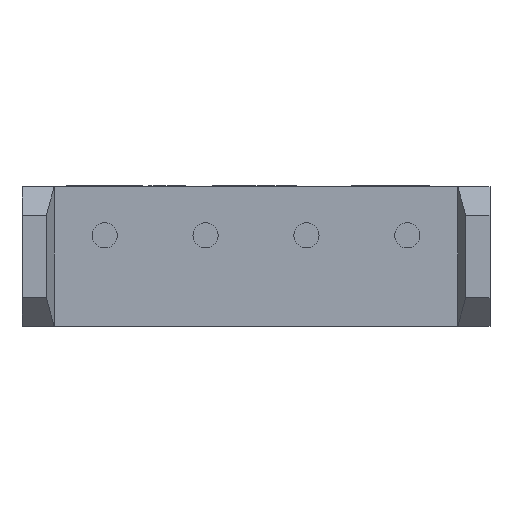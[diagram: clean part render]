
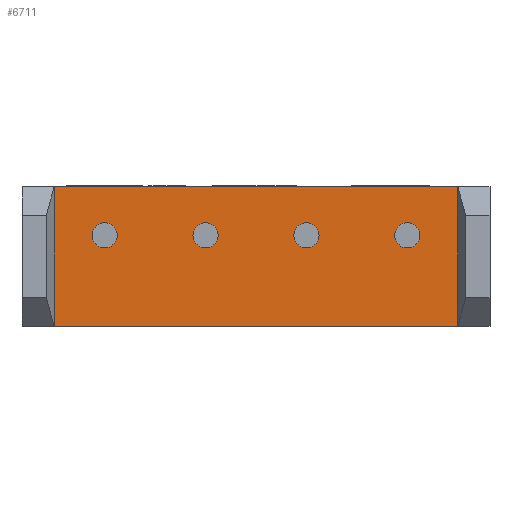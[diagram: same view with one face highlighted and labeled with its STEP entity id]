
A CAD part, front view. The second image highlights one B-rep face of the part: STEP entity #6711.
In plain terms, the highlighted planar face has unit normal (0, -1, 0).
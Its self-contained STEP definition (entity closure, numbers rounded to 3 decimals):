
#217 = EDGE_LOOP ( 'NONE', ( #4089, #1781 ) ) ;
#243 = FACE_BOUND ( 'NONE', #217, .T. ) ;
#272 = CIRCLE ( 'NONE', #7909, 0.625 ) ;
#314 = PLANE ( 'NONE',  #7009 ) ;
#375 = LINE ( 'NONE', #4935, #7407 ) ;
#412 = CARTESIAN_POINT ( 'NONE',  ( -10., -8.65, 6.9 ) ) ;
#501 = ORIENTED_EDGE ( 'NONE', *, *, #2684, .T. ) ;
#571 = DIRECTION ( 'NONE',  ( 0., 1., 0. ) ) ;
#600 = DIRECTION ( 'NONE',  ( 1., 0., 0. ) ) ;
#669 = CARTESIAN_POINT ( 'NONE',  ( 2.5, -8.65, 3.875 ) ) ;
#777 = ORIENTED_EDGE ( 'NONE', *, *, #3198, .T. ) ;
#813 = VERTEX_POINT ( 'NONE', #5911 ) ;
#1002 = DIRECTION ( 'NONE',  ( 0., 0., -1. ) ) ;
#1041 = DIRECTION ( 'NONE',  ( 0., 1., 0. ) ) ;
#1114 = ORIENTED_EDGE ( 'NONE', *, *, #8119, .T. ) ;
#1178 = EDGE_CURVE ( 'NONE', #1765, #2692, #1867, .T. ) ;
#1182 = ORIENTED_EDGE ( 'NONE', *, *, #2421, .T. ) ;
#1249 = EDGE_CURVE ( 'NONE', #813, #2615, #5631, .T. ) ;
#1256 = CARTESIAN_POINT ( 'NONE',  ( -10., -8.65, 0. ) ) ;
#1591 = AXIS2_PLACEMENT_3D ( 'NONE', #1914, #571, #6347 ) ;
#1680 = LINE ( 'NONE', #8202, #4200 ) ;
#1765 = VERTEX_POINT ( 'NONE', #4551 ) ;
#1781 = ORIENTED_EDGE ( 'NONE', *, *, #4636, .T. ) ;
#1791 = CARTESIAN_POINT ( 'NONE',  ( -7.5, -8.65, 4.5 ) ) ;
#1867 = CIRCLE ( 'NONE', #6038, 0.625 ) ;
#1883 = CIRCLE ( 'NONE', #6958, 0.625 ) ;
#1914 = CARTESIAN_POINT ( 'NONE',  ( 7.5, -8.65, 4.5 ) ) ;
#1927 = EDGE_CURVE ( 'NONE', #5840, #3472, #2051, .T. ) ;
#2051 = CIRCLE ( 'NONE', #5538, 0.625 ) ;
#2251 = CARTESIAN_POINT ( 'NONE',  ( 7.5, -8.65, 3.875 ) ) ;
#2300 = CARTESIAN_POINT ( 'NONE',  ( 7.5, -8.65, 4.5 ) ) ;
#2357 = EDGE_CURVE ( 'NONE', #2615, #813, #1883, .T. ) ;
#2360 = CARTESIAN_POINT ( 'NONE',  ( 2.5, -8.65, 5.125 ) ) ;
#2421 = EDGE_CURVE ( 'NONE', #6225, #7262, #7641, .T. ) ;
#2615 = VERTEX_POINT ( 'NONE', #2251 ) ;
#2684 = EDGE_CURVE ( 'NONE', #7262, #3765, #375, .T. ) ;
#2692 = VERTEX_POINT ( 'NONE', #3559 ) ;
#2722 = DIRECTION ( 'NONE',  ( 0., 1., 0. ) ) ;
#2803 = CARTESIAN_POINT ( 'NONE',  ( -2.5, -8.65, 5.125 ) ) ;
#2987 = DIRECTION ( 'NONE',  ( 0., -1., 0. ) ) ;
#3019 = DIRECTION ( 'NONE',  ( 0., 0., -1. ) ) ;
#3102 = EDGE_CURVE ( 'NONE', #3472, #5840, #272, .T. ) ;
#3171 = LINE ( 'NONE', #1256, #6120 ) ;
#3182 = VERTEX_POINT ( 'NONE', #412 ) ;
#3198 = EDGE_CURVE ( 'NONE', #3765, #3182, #1680, .T. ) ;
#3354 = CARTESIAN_POINT ( 'NONE',  ( -7.5, -8.65, 4.5 ) ) ;
#3472 = VERTEX_POINT ( 'NONE', #2803 ) ;
#3559 = CARTESIAN_POINT ( 'NONE',  ( -7.5, -8.65, 5.125 ) ) ;
#3623 = ORIENTED_EDGE ( 'NONE', *, *, #1927, .T. ) ;
#3765 = VERTEX_POINT ( 'NONE', #6071 ) ;
#3849 = CARTESIAN_POINT ( 'NONE',  ( 2.5, -8.65, 4.5 ) ) ;
#4057 = DIRECTION ( 'NONE',  ( 0., 0., -1. ) ) ;
#4089 = ORIENTED_EDGE ( 'NONE', *, *, #7584, .T. ) ;
#4128 = DIRECTION ( 'NONE',  ( 0., 1., 0. ) ) ;
#4137 = FACE_BOUND ( 'NONE', #8014, .T. ) ;
#4200 = VECTOR ( 'NONE', #5598, 1000. ) ;
#4208 = CARTESIAN_POINT ( 'NONE',  ( -10., -8.65, 0. ) ) ;
#4225 = EDGE_LOOP ( 'NONE', ( #501, #777, #1114, #1182 ) ) ;
#4321 = EDGE_CURVE ( 'NONE', #2692, #1765, #7974, .T. ) ;
#4404 = AXIS2_PLACEMENT_3D ( 'NONE', #7992, #1041, #5580 ) ;
#4408 = CARTESIAN_POINT ( 'NONE',  ( 0., -8.65, 0. ) ) ;
#4455 = VERTEX_POINT ( 'NONE', #2360 ) ;
#4551 = CARTESIAN_POINT ( 'NONE',  ( -7.5, -8.65, 3.875 ) ) ;
#4602 = DIRECTION ( 'NONE',  ( 0., 1., 0. ) ) ;
#4636 = EDGE_CURVE ( 'NONE', #4455, #7748, #6279, .T. ) ;
#4777 = ORIENTED_EDGE ( 'NONE', *, *, #2357, .T. ) ;
#4848 = DIRECTION ( 'NONE',  ( 0., 0., -1. ) ) ;
#4859 = DIRECTION ( 'NONE',  ( 0., 0., -1. ) ) ;
#4888 = DIRECTION ( 'NONE',  ( 0., 0., 1. ) ) ;
#4919 = AXIS2_PLACEMENT_3D ( 'NONE', #3849, #4602, #7126 ) ;
#4935 = CARTESIAN_POINT ( 'NONE',  ( 10., -8.65, 0. ) ) ;
#5040 = CARTESIAN_POINT ( 'NONE',  ( 10., -8.65, 0. ) ) ;
#5439 = CARTESIAN_POINT ( 'NONE',  ( -2.5, -8.65, 4.5 ) ) ;
#5538 = AXIS2_PLACEMENT_3D ( 'NONE', #6706, #4128, #4057 ) ;
#5580 = DIRECTION ( 'NONE',  ( 0., 0., -1. ) ) ;
#5598 = DIRECTION ( 'NONE',  ( -1., 0., 0. ) ) ;
#5631 = CIRCLE ( 'NONE', #1591, 0.625 ) ;
#5840 = VERTEX_POINT ( 'NONE', #6420 ) ;
#5911 = CARTESIAN_POINT ( 'NONE',  ( 7.5, -8.65, 5.125 ) ) ;
#6038 = AXIS2_PLACEMENT_3D ( 'NONE', #1791, #7988, #3019 ) ;
#6053 = EDGE_LOOP ( 'NONE', ( #4777, #8220 ) ) ;
#6071 = CARTESIAN_POINT ( 'NONE',  ( 10., -8.65, 6.9 ) ) ;
#6108 = DIRECTION ( 'NONE',  ( 0., 1., 0. ) ) ;
#6120 = VECTOR ( 'NONE', #7715, 1000. ) ;
#6122 = DIRECTION ( 'NONE',  ( 0., 1., 0. ) ) ;
#6225 = VERTEX_POINT ( 'NONE', #4208 ) ;
#6279 = CIRCLE ( 'NONE', #4404, 0.625 ) ;
#6347 = DIRECTION ( 'NONE',  ( 0., 0., -1. ) ) ;
#6420 = CARTESIAN_POINT ( 'NONE',  ( -2.5, -8.65, 3.875 ) ) ;
#6584 = EDGE_LOOP ( 'NONE', ( #8075, #7461 ) ) ;
#6706 = CARTESIAN_POINT ( 'NONE',  ( -2.5, -8.65, 4.5 ) ) ;
#6711 = ADVANCED_FACE ( 'NONE', ( #7950, #243, #4137, #6714, #8031 ), #314, .T. ) ;
#6714 = FACE_BOUND ( 'NONE', #6584, .T. ) ;
#6742 = ORIENTED_EDGE ( 'NONE', *, *, #3102, .T. ) ;
#6912 = CIRCLE ( 'NONE', #4919, 0.625 ) ;
#6913 = AXIS2_PLACEMENT_3D ( 'NONE', #3354, #2722, #7171 ) ;
#6958 = AXIS2_PLACEMENT_3D ( 'NONE', #2300, #6122, #4859 ) ;
#7009 = AXIS2_PLACEMENT_3D ( 'NONE', #7372, #2987, #1002 ) ;
#7126 = DIRECTION ( 'NONE',  ( 0., 0., -1. ) ) ;
#7171 = DIRECTION ( 'NONE',  ( 0., 0., -1. ) ) ;
#7262 = VERTEX_POINT ( 'NONE', #5040 ) ;
#7372 = CARTESIAN_POINT ( 'NONE',  ( 11.6, -8.65, 0. ) ) ;
#7407 = VECTOR ( 'NONE', #4888, 1000. ) ;
#7461 = ORIENTED_EDGE ( 'NONE', *, *, #4321, .T. ) ;
#7584 = EDGE_CURVE ( 'NONE', #7748, #4455, #6912, .T. ) ;
#7622 = VECTOR ( 'NONE', #600, 1000. ) ;
#7641 = LINE ( 'NONE', #4408, #7622 ) ;
#7715 = DIRECTION ( 'NONE',  ( 0., 0., -1. ) ) ;
#7748 = VERTEX_POINT ( 'NONE', #669 ) ;
#7909 = AXIS2_PLACEMENT_3D ( 'NONE', #5439, #6108, #4848 ) ;
#7950 = FACE_BOUND ( 'NONE', #6053, .T. ) ;
#7974 = CIRCLE ( 'NONE', #6913, 0.625 ) ;
#7988 = DIRECTION ( 'NONE',  ( 0., 1., 0. ) ) ;
#7992 = CARTESIAN_POINT ( 'NONE',  ( 2.5, -8.65, 4.5 ) ) ;
#8014 = EDGE_LOOP ( 'NONE', ( #3623, #6742 ) ) ;
#8031 = FACE_OUTER_BOUND ( 'NONE', #4225, .T. ) ;
#8075 = ORIENTED_EDGE ( 'NONE', *, *, #1178, .T. ) ;
#8119 = EDGE_CURVE ( 'NONE', #3182, #6225, #3171, .T. ) ;
#8202 = CARTESIAN_POINT ( 'NONE',  ( 11.6, -8.65, 6.9 ) ) ;
#8220 = ORIENTED_EDGE ( 'NONE', *, *, #1249, .T. ) ;
